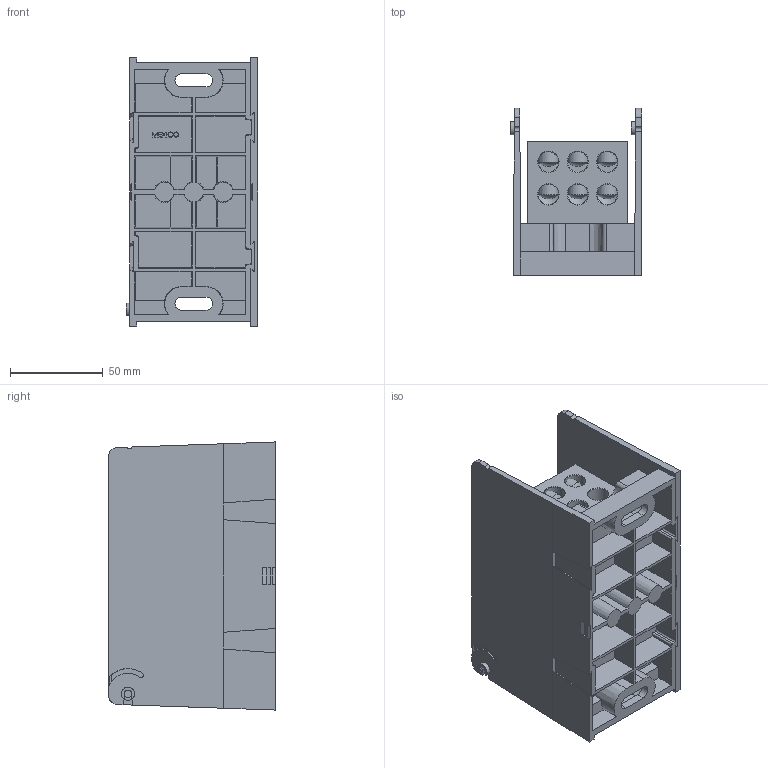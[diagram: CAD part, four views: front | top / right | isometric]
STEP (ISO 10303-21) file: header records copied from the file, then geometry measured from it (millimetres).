
FILE_DESCRIPTION (( 'STEP AP214' ), '1' );
FILE_NAME ('702017rev-1P.STEP', '2019-02-14T16:55:16', ( '' ), ( '' ), 'SwSTEP 2.0', 'SolidWorks 2017', '' );
FILE_SCHEMA (( 'AUTOMOTIVE_DESIGN' ));
Length unit declared in the file: inch
Products named in the file (2): 702017rev-1P
Bounding box: 71.25 x 90.17 x 144.78 mm (x, y, z)
Volume: 318870.5 mm3; surface area: 151693.2 mm2
Topology: 12 solids, 12 shells, 663 faces, 1703 edges, 1112 vertices
Faces by surface type: plane 367, cylinder 152, cone 111, bspline 21, torus 12
Full cylindrical faces by diameter (mm): 4.064 x1, 4.928 x1, 6.909 x2, 7.112 x1, 9.921 x6, 10.795 x2, 11.112 x6, 11.125 x6, 12.7 x2, 26.475 x14, 26.591 x1, 28.372 x13, 30.937 x1
Entity records: 35694 total; most frequent: CARTESIAN_POINT 12360, ORIENTED_EDGE 2986, DIRECTION 2746, EDGE_CURVE 1493, VERTEX_POINT 1033, LINE 956, VECTOR 956, AXIS2_PLACEMENT_3D 895
